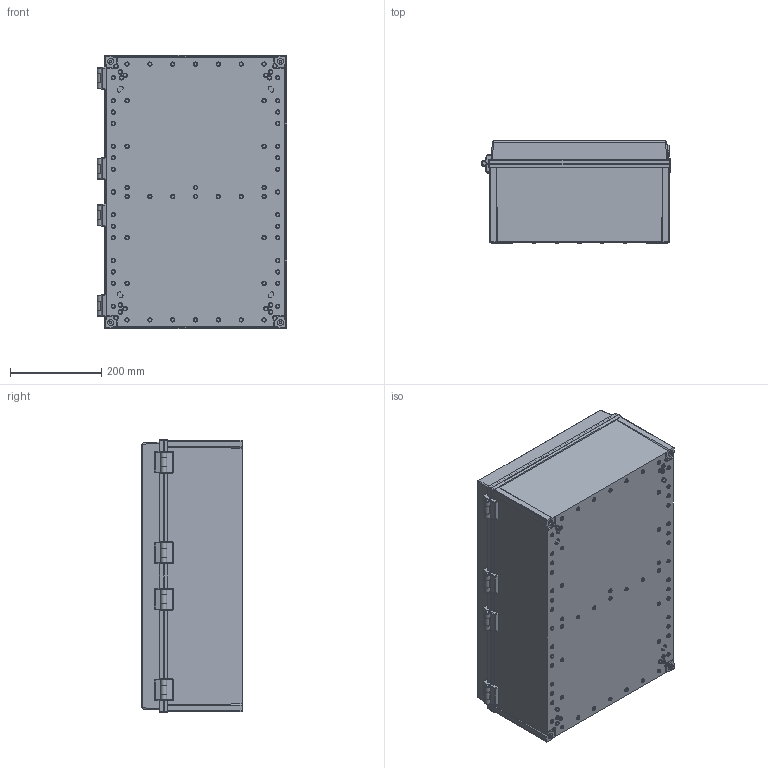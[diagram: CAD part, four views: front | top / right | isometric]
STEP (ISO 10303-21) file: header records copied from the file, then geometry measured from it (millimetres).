
FILE_DESCRIPTION (( 'STEP AP214' ), '1' );
FILE_NAME ('8183372_FIBOX_CAB_ABS_604022_G3B.STEP', '2023-08-03T09:06:13', ( '' ), ( '' ), 'SwSTEP 2.0', 'SolidWorks 2021', '' );
FILE_SCHEMA (( 'AUTOMOTIVE_DESIGN' ));
Length unit declared in the file: millimetre
Products named in the file (18): 3D12259; 1000-102A-1X_AF0; 1000-02; CAB G3B Lock; Fibox_CAB_Hinge Base side; _U96-1; 3D12255-1; Fibox_CAB_64B; 1000-102A-2X; 1000-u187-n2_asm; 8183372_FIBOX_CAB_ABS_604022_G3B; CAB G3B base part; Fibox_CAB_64C; Fibox_CAB_Hinge Cover side; _U29; 1000-102A-D_ASM
Assembly tree (24 placements, depth 4):
  3D12259
  3D12255-1
  8183372_FIBOX_CAB_ABS_604022_G3B
    Fibox_CAB_64B
    Fibox_CAB_64C
    CAB G3B Lock  x2
      1000-102A-D_ASM
        1000-102A-1X_AF0
        1000-102A-2X
      1000-02
      1000-u187-n2_asm
      3D12259
        _U29
    3D12255-1  x2
      _U96-1
    CAB G3B base part  x2
    Fibox_CAB_Hinge Base side  x4
    Fibox_CAB_Hinge Cover side  x4
Bounding box: 414.46 x 223 x 598 mm (x, y, z)
Volume: 3940699.5 mm3; surface area: 1927503.9 mm2
Topology: 26 solids, 26 shells, 3244 faces, 8095 edges, 5266 vertices
Faces by surface type: plane 1686, cylinder 1114, cone 258, bspline 166, torus 16, sphere 4
Entity records: 82318 total; most frequent: CARTESIAN_POINT 19905, DIRECTION 12600, ORIENTED_EDGE 12438, EDGE_CURVE 6219, AXIS2_PLACEMENT_3D 4459, VERTEX_POINT 4082, VECTOR 3682, LINE 3682
